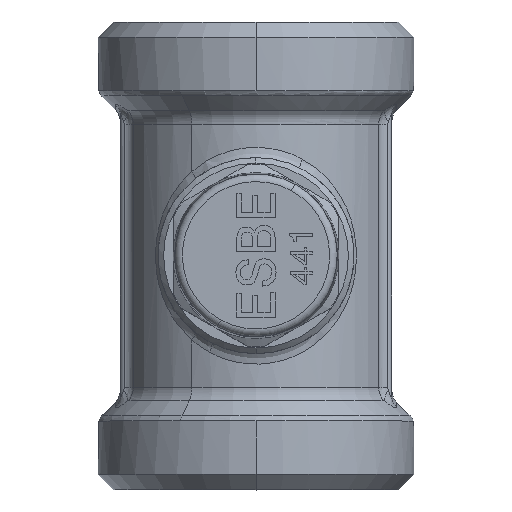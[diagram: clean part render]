
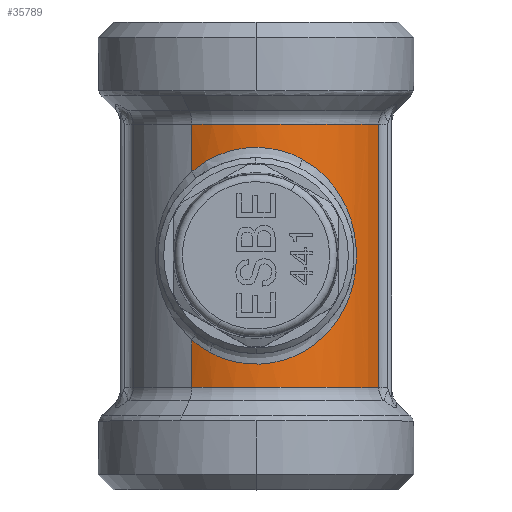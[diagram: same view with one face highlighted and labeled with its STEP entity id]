
A CAD part, top view. The second image highlights one B-rep face of the part: STEP entity #35789.
In plain terms, the highlighted cylindrical face has radius 17.75 mm (diameter 35.5 mm), a partial arc.
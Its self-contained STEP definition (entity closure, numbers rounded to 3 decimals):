
#8338=CARTESIAN_POINT('Vertex',(-8.51,11.162,15.577)) ;
#8363=CARTESIAN_POINT('Vertex',(-8.51,-11.162,15.577)) ;
#8484=CARTESIAN_POINT('Vertex',(6.178,12.79,16.64)) ;
#8488=CARTESIAN_POINT('Control Point',(-8.51,11.162,15.577)) ;
#8489=CARTESIAN_POINT('Control Point',(-7.736,11.838,16.)) ;
#8490=CARTESIAN_POINT('Control Point',(-6.893,12.442,16.398)) ;
#8491=CARTESIAN_POINT('Control Point',(-5.982,12.968,16.757)) ;
#8492=CARTESIAN_POINT('Control Point',(-4.167,13.78,17.324)) ;
#8493=CARTESIAN_POINT('Control Point',(-2.187,14.237,17.652)) ;
#8494=CARTESIAN_POINT('Control Point',(-1.242,14.365,17.745)) ;
#8495=CARTESIAN_POINT('Control Point',(0.897,14.451,17.808)) ;
#8496=CARTESIAN_POINT('Control Point',(3.003,14.098,17.553)) ;
#8497=CARTESIAN_POINT('Control Point',(4.128,13.771,17.318)) ;
#8498=CARTESIAN_POINT('Control Point',(5.189,13.331,17.007)) ;
#8499=CARTESIAN_POINT('Control Point',(6.178,12.79,16.64)) ;
#8783=CARTESIAN_POINT('Vertex',(-6.178,-12.79,16.64)) ;
#8787=CARTESIAN_POINT('Control Point',(6.178,12.79,16.64)) ;
#8788=CARTESIAN_POINT('Control Point',(7.072,12.302,16.308)) ;
#8789=CARTESIAN_POINT('Control Point',(7.906,11.732,15.93)) ;
#8790=CARTESIAN_POINT('Control Point',(8.677,11.089,15.519)) ;
#8791=CARTESIAN_POINT('Control Point',(9.881,9.88,14.783)) ;
#8792=CARTESIAN_POINT('Control Point',(10.887,8.483,14.033)) ;
#8793=CARTESIAN_POINT('Control Point',(11.271,7.871,13.724)) ;
#8794=CARTESIAN_POINT('Control Point',(11.924,6.661,13.163)) ;
#8795=CARTESIAN_POINT('Control Point',(12.443,5.333,12.665)) ;
#8796=CARTESIAN_POINT('Control Point',(12.655,4.686,12.451)) ;
#8797=CARTESIAN_POINT('Control Point',(12.985,3.445,12.106)) ;
#8798=CARTESIAN_POINT('Control Point',(13.192,2.132,11.877)) ;
#8799=CARTESIAN_POINT('Control Point',(13.26,1.518,11.8)) ;
#8800=CARTESIAN_POINT('Control Point',(13.344,0.167,11.705)) ;
#8801=CARTESIAN_POINT('Control Point',(13.293,-1.192,11.763)) ;
#8802=CARTESIAN_POINT('Control Point',(13.225,-1.917,11.84)) ;
#8803=CARTESIAN_POINT('Control Point',(13.053,-3.066,12.031)) ;
#8804=CARTESIAN_POINT('Control Point',(12.789,-4.161,12.311)) ;
#8805=CARTESIAN_POINT('Control Point',(12.674,-4.57,12.429)) ;
#8806=CARTESIAN_POINT('Control Point',(12.258,-5.886,12.848)) ;
#8807=CARTESIAN_POINT('Control Point',(11.713,-7.098,13.353)) ;
#8808=CARTESIAN_POINT('Control Point',(11.277,-7.89,13.728)) ;
#8809=CARTESIAN_POINT('Control Point',(10.299,-9.373,14.494)) ;
#8810=CARTESIAN_POINT('Control Point',(9.114,-10.66,15.257)) ;
#8811=CARTESIAN_POINT('Control Point',(8.47,-11.254,15.627)) ;
#8812=CARTESIAN_POINT('Control Point',(6.999,-12.402,16.368)) ;
#8813=CARTESIAN_POINT('Control Point',(5.314,-13.286,16.977)) ;
#8814=CARTESIAN_POINT('Control Point',(4.366,-13.672,17.249)) ;
#8815=CARTESIAN_POINT('Control Point',(2.354,-14.263,17.671)) ;
#8816=CARTESIAN_POINT('Control Point',(0.228,-14.437,17.798)) ;
#8817=CARTESIAN_POINT('Control Point',(-0.856,-14.411,17.779)) ;
#8818=CARTESIAN_POINT('Control Point',(-2.632,-14.178,17.609)) ;
#8819=CARTESIAN_POINT('Control Point',(-4.309,-13.657,17.239)) ;
#8820=CARTESIAN_POINT('Control Point',(-4.957,-13.407,17.063)) ;
#8821=CARTESIAN_POINT('Control Point',(-5.581,-13.116,16.862)) ;
#8822=CARTESIAN_POINT('Control Point',(-6.178,-12.79,16.64)) ;
#9402=CARTESIAN_POINT('Vertex',(16.284,17.464,7.063)) ;
#31850=CARTESIAN_POINT('Line Origine',(16.284,0.,7.063)) ;
#31854=CARTESIAN_POINT('Vertex',(16.284,-17.464,7.063)) ;
#31880=CARTESIAN_POINT('Vertex',(-8.51,17.464,15.577)) ;
#31883=CARTESIAN_POINT('Axis2P3D Location',(0.,17.464,0.)) ;
#31967=CARTESIAN_POINT('Control Point',(-6.178,-12.79,16.64)) ;
#31968=CARTESIAN_POINT('Control Point',(-6.615,-12.551,16.478)) ;
#31969=CARTESIAN_POINT('Control Point',(-7.038,-12.293,16.304)) ;
#31970=CARTESIAN_POINT('Control Point',(-7.446,-12.016,16.122)) ;
#31971=CARTESIAN_POINT('Control Point',(-7.901,-11.675,15.901)) ;
#31972=CARTESIAN_POINT('Control Point',(-8.335,-11.313,15.671)) ;
#31973=CARTESIAN_POINT('Control Point',(-8.394,-11.263,15.64)) ;
#31974=CARTESIAN_POINT('Control Point',(-8.452,-11.213,15.609)) ;
#31975=CARTESIAN_POINT('Control Point',(-8.51,-11.162,15.577)) ;
#35667=CARTESIAN_POINT('Axis2P3D Location',(0.,0.,0.)) ;
#35762=CARTESIAN_POINT('Line Origine',(-8.51,0.,15.577)) ;
#35767=CARTESIAN_POINT('Line Origine',(-8.51,0.,15.577)) ;
#35771=CARTESIAN_POINT('Vertex',(-8.51,-17.464,15.577)) ;
#35774=CARTESIAN_POINT('Axis2P3D Location',(0.,-17.464,0.)) ;
#31852=VECTOR('Line Direction',#31851,1.) ;
#35764=VECTOR('Line Direction',#35763,1.) ;
#35769=VECTOR('Line Direction',#35768,1.) ;
#31851=DIRECTION('Vector Direction',(0.,1.,0.)) ;
#31884=DIRECTION('Axis2P3D Direction',(0.,-1.,-0.)) ;
#35668=DIRECTION('Axis2P3D Direction',(0.,-1.,0.)) ;
#35669=DIRECTION('Axis2P3D XDirection',(-0.479,0.,0.878)) ;
#35763=DIRECTION('Vector Direction',(0.,-1.,0.)) ;
#35768=DIRECTION('Vector Direction',(0.,-1.,0.)) ;
#35775=DIRECTION('Axis2P3D Direction',(0.,-1.,0.)) ;
#31885=AXIS2_PLACEMENT_3D('Circle Axis2P3D',#31883,#31884,$) ;
#35670=AXIS2_PLACEMENT_3D('Cylinder Axis2P3D',#35667,#35668,#35669) ;
#35776=AXIS2_PLACEMENT_3D('Circle Axis2P3D',#35774,#35775,$) ;
#31853=LINE('Line',#31850,#31852) ;
#35765=LINE('Line',#35762,#35764) ;
#35770=LINE('Line',#35767,#35769) ;
#31886=CIRCLE('generated circle',#31885,17.75) ;
#35777=CIRCLE('generated circle',#35776,17.75) ;
#35671=CYLINDRICAL_SURFACE('generated cylinder',#35670,17.75) ;
#8500=EDGE_CURVE('',#8339,#8485,#8487,.T.) ;
#8823=EDGE_CURVE('',#8485,#8784,#8786,.T.) ;
#31856=EDGE_CURVE('',#9403,#31855,#31853,.F.) ;
#31887=EDGE_CURVE('',#31881,#9403,#31886,.F.) ;
#31976=EDGE_CURVE('',#8784,#8364,#31966,.T.) ;
#35766=EDGE_CURVE('',#31881,#8339,#35765,.T.) ;
#35773=EDGE_CURVE('',#8364,#35772,#35770,.T.) ;
#35778=EDGE_CURVE('',#35772,#31855,#35777,.F.) ;
#35780=ORIENTED_EDGE('',*,*,#31887,.F.) ;
#35781=ORIENTED_EDGE('',*,*,#35766,.T.) ;
#35782=ORIENTED_EDGE('',*,*,#8500,.T.) ;
#35783=ORIENTED_EDGE('',*,*,#8823,.T.) ;
#35784=ORIENTED_EDGE('',*,*,#31976,.T.) ;
#35785=ORIENTED_EDGE('',*,*,#35773,.T.) ;
#35786=ORIENTED_EDGE('',*,*,#35778,.T.) ;
#35787=ORIENTED_EDGE('',*,*,#31856,.F.) ;
#35779=EDGE_LOOP('',(#35780,#35781,#35782,#35783,#35784,#35785,#35786,#35787)) ;
#8339=VERTEX_POINT('',#8338) ;
#8364=VERTEX_POINT('',#8363) ;
#8485=VERTEX_POINT('',#8484) ;
#8784=VERTEX_POINT('',#8783) ;
#9403=VERTEX_POINT('',#9402) ;
#31855=VERTEX_POINT('',#31854) ;
#31881=VERTEX_POINT('',#31880) ;
#35772=VERTEX_POINT('',#35771) ;
#35789=ADVANCED_FACE('PartBody',(#35788),#35671,.T.) ;
#8487=B_SPLINE_CURVE_WITH_KNOTS('',5,(#8488,#8489,#8490,#8491,#8492,#8493,#8494,#8495,#8496,#8497,#8498,#8499),.UNSPECIFIED.,.F.,.U.,(6,3,3,6),(0.,7.571,14.137,22.283),.UNSPECIFIED.) ;
#8786=B_SPLINE_CURVE_WITH_KNOTS('',5,(#8787,#8788,#8789,#8790,#8791,#8792,#8793,#8794,#8795,#8796,#8797,#8798,#8799,#8800,#8801,#8802,#8803,#8804,#8805,#8806,#8807,#8808,#8809,#8810,#8811,#8812,#8813,#8814,#8815,#8816,#8817,#8818,#8819,#8820,#8821,#8822),.UNSPECIFIED.,.F.,.U.,(6,3,3,3,3,3,3,3,3,3,3,6),(0.,7.356,12.574,17.158,21.041,25.599,28.42,34.872,41.313,48.544,55.968,60.886),.UNSPECIFIED.) ;
#31966=B_SPLINE_CURVE_WITH_KNOTS('',5,(#31967,#31968,#31969,#31970,#31971,#31972,#31973,#31974,#31975),.UNSPECIFIED.,.F.,.U.,(6,3,6),(60.883,64.479,65.045),.UNSPECIFIED.) ;
#35788=FACE_OUTER_BOUND('',#35779,.T.) ;
